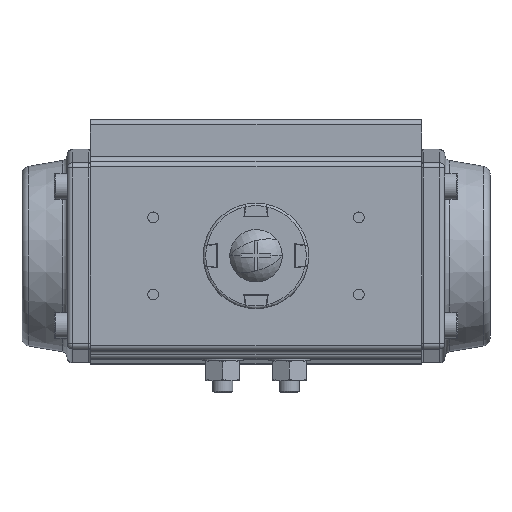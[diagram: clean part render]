
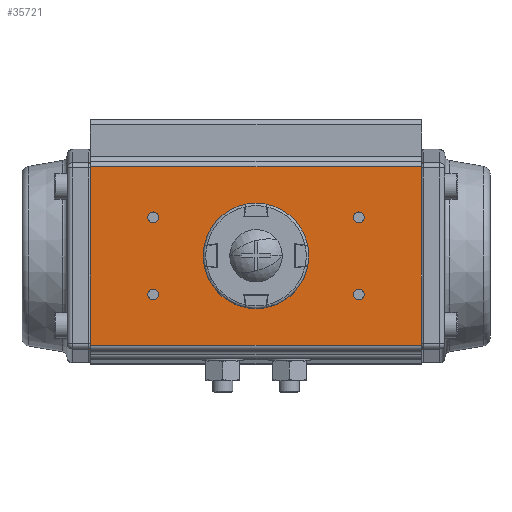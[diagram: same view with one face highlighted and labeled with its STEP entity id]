
A CAD part, top view. The second image highlights one B-rep face of the part: STEP entity #35721.
In plain terms, the highlighted planar face has unit normal (0, 0, 1).
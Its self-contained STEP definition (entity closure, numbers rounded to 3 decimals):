
#35582=CARTESIAN_POINT('',(64.5,-34.719,150.));
#35583=DIRECTION('',(0.,0.,-1.));
#35584=DIRECTION('',(0.,1.,0.));
#35585=AXIS2_PLACEMENT_3D('',#35582,#35583,#35584);
#35586=PLANE('',#35585);
#35587=CARTESIAN_POINT('',(-37.9,-15.,150.));
#35588=VERTEX_POINT('',#35587);
#35589=CARTESIAN_POINT('',(-42.1,-15.,150.));
#35590=VERTEX_POINT('',#35589);
#35591=CARTESIAN_POINT('',(-40.,-15.,150.));
#35592=DIRECTION('',(-0.,0.,1.));
#35593=DIRECTION('',(1.,-0.,0.));
#35594=AXIS2_PLACEMENT_3D('',#35591,#35592,#35593);
#35595=CIRCLE('',#35594,2.1);
#35596=EDGE_CURVE('NONE',#35588,#35590,#35595,.T.);
#35597=ORIENTED_EDGE('',*,*,#35596,.F.);
#35598=CARTESIAN_POINT('',(-40.,-15.,150.));
#35599=DIRECTION('',(-0.,0.,1.));
#35600=DIRECTION('',(1.,-0.,0.));
#35601=AXIS2_PLACEMENT_3D('',#35598,#35599,#35600);
#35602=CIRCLE('',#35601,2.1);
#35603=EDGE_CURVE('NONE',#35590,#35588,#35602,.T.);
#35604=ORIENTED_EDGE('',*,*,#35603,.F.);
#35605=EDGE_LOOP('',(#35597,#35604));
#35606=FACE_BOUND('',#35605,.T.);
#35607=CARTESIAN_POINT('',(-37.9,15.,150.));
#35608=VERTEX_POINT('',#35607);
#35609=CARTESIAN_POINT('',(-42.1,15.,150.));
#35610=VERTEX_POINT('',#35609);
#35611=CARTESIAN_POINT('',(-40.,15.,150.));
#35612=DIRECTION('',(-0.,0.,1.));
#35613=DIRECTION('',(1.,-0.,0.));
#35614=AXIS2_PLACEMENT_3D('',#35611,#35612,#35613);
#35615=CIRCLE('',#35614,2.1);
#35616=EDGE_CURVE('NONE',#35608,#35610,#35615,.T.);
#35617=ORIENTED_EDGE('',*,*,#35616,.F.);
#35618=CARTESIAN_POINT('',(-40.,15.,150.));
#35619=DIRECTION('',(-0.,0.,1.));
#35620=DIRECTION('',(1.,-0.,0.));
#35621=AXIS2_PLACEMENT_3D('',#35618,#35619,#35620);
#35622=CIRCLE('',#35621,2.1);
#35623=EDGE_CURVE('NONE',#35610,#35608,#35622,.T.);
#35624=ORIENTED_EDGE('',*,*,#35623,.F.);
#35625=EDGE_LOOP('',(#35617,#35624));
#35626=FACE_BOUND('',#35625,.T.);
#35627=CARTESIAN_POINT('',(42.1,15.,150.));
#35628=VERTEX_POINT('',#35627);
#35629=CARTESIAN_POINT('',(37.9,15.,150.));
#35630=VERTEX_POINT('',#35629);
#35631=CARTESIAN_POINT('',(40.,15.,150.));
#35632=DIRECTION('',(-0.,0.,1.));
#35633=DIRECTION('',(1.,-0.,0.));
#35634=AXIS2_PLACEMENT_3D('',#35631,#35632,#35633);
#35635=CIRCLE('',#35634,2.1);
#35636=EDGE_CURVE('NONE',#35628,#35630,#35635,.T.);
#35637=ORIENTED_EDGE('',*,*,#35636,.F.);
#35638=CARTESIAN_POINT('',(40.,15.,150.));
#35639=DIRECTION('',(-0.,0.,1.));
#35640=DIRECTION('',(1.,-0.,0.));
#35641=AXIS2_PLACEMENT_3D('',#35638,#35639,#35640);
#35642=CIRCLE('',#35641,2.1);
#35643=EDGE_CURVE('NONE',#35630,#35628,#35642,.T.);
#35644=ORIENTED_EDGE('',*,*,#35643,.F.);
#35645=EDGE_LOOP('',(#35637,#35644));
#35646=FACE_BOUND('',#35645,.T.);
#35647=CARTESIAN_POINT('',(42.1,-15.,150.));
#35648=VERTEX_POINT('',#35647);
#35649=CARTESIAN_POINT('',(37.9,-15.,150.));
#35650=VERTEX_POINT('',#35649);
#35651=CARTESIAN_POINT('',(40.,-15.,150.));
#35652=DIRECTION('',(-0.,0.,1.));
#35653=DIRECTION('',(1.,-0.,0.));
#35654=AXIS2_PLACEMENT_3D('',#35651,#35652,#35653);
#35655=CIRCLE('',#35654,2.1);
#35656=EDGE_CURVE('NONE',#35648,#35650,#35655,.T.);
#35657=ORIENTED_EDGE('',*,*,#35656,.F.);
#35658=CARTESIAN_POINT('',(40.,-15.,150.));
#35659=DIRECTION('',(-0.,0.,1.));
#35660=DIRECTION('',(1.,-0.,0.));
#35661=AXIS2_PLACEMENT_3D('',#35658,#35659,#35660);
#35662=CIRCLE('',#35661,2.1);
#35663=EDGE_CURVE('NONE',#35650,#35648,#35662,.T.);
#35664=ORIENTED_EDGE('',*,*,#35663,.F.);
#35665=EDGE_LOOP('',(#35657,#35664));
#35666=FACE_BOUND('',#35665,.T.);
#35667=CARTESIAN_POINT('',(64.243,34.719,150.));
#35668=VERTEX_POINT('',#35667);
#35669=CARTESIAN_POINT('',(-64.243,34.719,150.));
#35670=VERTEX_POINT('',#35669);
#35671=CARTESIAN_POINT('',(64.243,34.719,150.));
#35672=DIRECTION('',(-1.,0.,-0.));
#35673=VECTOR('',#35672,128.487);
#35674=LINE('',#35671,#35673);
#35675=EDGE_CURVE('',#35668,#35670,#35674,.T.);
#35676=ORIENTED_EDGE('',*,*,#35675,.T.);
#35677=CARTESIAN_POINT('',(-64.243,-34.719,150.));
#35678=VERTEX_POINT('',#35677);
#35679=CARTESIAN_POINT('',(-64.243,34.719,150.));
#35680=DIRECTION('',(-0.,-1.,-0.));
#35681=VECTOR('',#35680,69.438);
#35682=LINE('',#35679,#35681);
#35683=EDGE_CURVE('',#35670,#35678,#35682,.T.);
#35684=ORIENTED_EDGE('',*,*,#35683,.T.);
#35685=CARTESIAN_POINT('',(64.243,-34.719,150.));
#35686=VERTEX_POINT('',#35685);
#35687=CARTESIAN_POINT('',(64.243,-34.719,150.));
#35688=DIRECTION('',(-1.,0.,-0.));
#35689=VECTOR('',#35688,128.487);
#35690=LINE('',#35687,#35689);
#35691=EDGE_CURVE('',#35686,#35678,#35690,.T.);
#35692=ORIENTED_EDGE('',*,*,#35691,.F.);
#35693=CARTESIAN_POINT('',(64.243,-34.719,150.));
#35694=DIRECTION('',(0.,1.,0.));
#35695=VECTOR('',#35694,69.438);
#35696=LINE('',#35693,#35695);
#35697=EDGE_CURVE('',#35686,#35668,#35696,.T.);
#35698=ORIENTED_EDGE('',*,*,#35697,.T.);
#35699=EDGE_LOOP('',(#35676,#35684,#35692,#35698));
#35700=FACE_BOUND('',#35699,.T.);
#35701=CARTESIAN_POINT('',(-9.,-0.,150.));
#35702=VERTEX_POINT('',#35701);
#35703=CARTESIAN_POINT('',(9.,-0.,150.));
#35704=VERTEX_POINT('',#35703);
#35705=CARTESIAN_POINT('',(0.,-0.,150.));
#35706=DIRECTION('',(0.,0.,-1.));
#35707=DIRECTION('',(1.,-0.,0.));
#35708=AXIS2_PLACEMENT_3D('',#35705,#35706,#35707);
#35709=CIRCLE('',#35708,9.);
#35710=EDGE_CURVE('',#35702,#35704,#35709,.T.);
#35711=ORIENTED_EDGE('',*,*,#35710,.T.);
#35712=CARTESIAN_POINT('',(0.,-0.,150.));
#35713=DIRECTION('',(0.,0.,-1.));
#35714=DIRECTION('',(1.,-0.,0.));
#35715=AXIS2_PLACEMENT_3D('',#35712,#35713,#35714);
#35716=CIRCLE('',#35715,9.);
#35717=EDGE_CURVE('',#35704,#35702,#35716,.T.);
#35718=ORIENTED_EDGE('',*,*,#35717,.T.);
#35719=EDGE_LOOP('',(#35711,#35718));
#35720=FACE_BOUND('',#35719,.T.);
#35721=ADVANCED_FACE('',(#35606,#35626,#35646,#35666,#35700,#35720),#35586,.F.);
